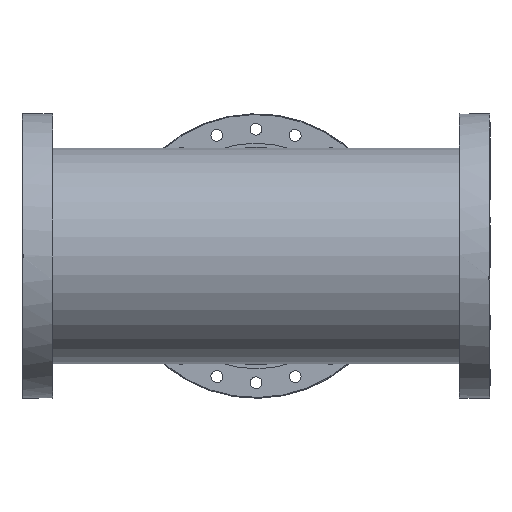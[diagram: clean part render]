
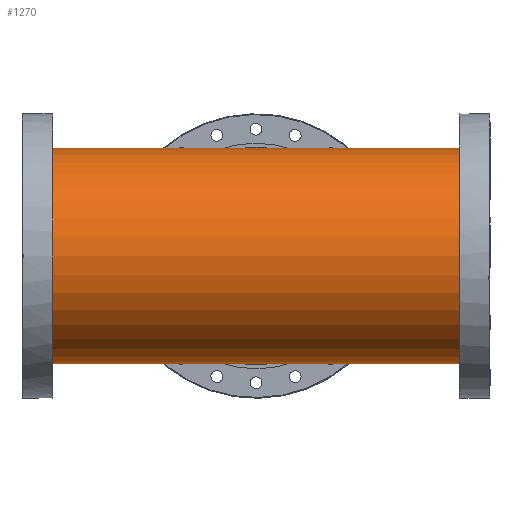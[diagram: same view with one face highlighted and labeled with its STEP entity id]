
A CAD part, front view. The second image highlights one B-rep face of the part: STEP entity #1270.
In plain terms, the highlighted cylindrical face has radius 77 mm (diameter 154 mm), a full revolution.
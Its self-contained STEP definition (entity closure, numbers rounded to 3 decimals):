
#905=CARTESIAN_POINT('',(0.0,0.0,-77.0));
#906=VERTEX_POINT('',#905);
#907=CARTESIAN_POINT('',(0.0,0.0,77.0));
#908=VERTEX_POINT('',#907);
#909=CARTESIAN_POINT('',(0.0,0.0,0.0));
#910=DIRECTION('',(0.671,0.741,0.0));
#911=DIRECTION('',(-0.741,0.671,0.0));
#912=AXIS2_PLACEMENT_3D('',#909,#910,#911);
#913=ELLIPSE('',#912,114.691,77.0);
#914=EDGE_CURVE('',#906,#908,#913,.T.);
#1157=CARTESIAN_POINT('',(0.0,0.0,0.0));
#1158=DIRECTION('',(-0.671,0.741,0.0));
#1159=DIRECTION('',(0.741,0.671,0.0));
#1160=AXIS2_PLACEMENT_3D('',#1157,#1158,#1159);
#1161=ELLIPSE('',#1160,114.691,77.0);
#1162=EDGE_CURVE('',#908,#906,#1161,.T.);
#1239=CARTESIAN_POINT('',(0.0,0.0,0.0));
#1240=DIRECTION('',(1.0,0.0,0.0));
#1241=DIRECTION('',(0.0,-1.0,0.0));
#1242=AXIS2_PLACEMENT_3D('',#1239,#1240,#1241);
#1243=CYLINDRICAL_SURFACE('',#1242,77.0);
#1244=CARTESIAN_POINT('',(157.5,77.0,0.));
#1245=VERTEX_POINT('',#1244);
#1246=CARTESIAN_POINT('',(157.5,0.0,0.0));
#1247=DIRECTION('',(-1.0,0.0,0.0));
#1248=DIRECTION('',(0.0,-1.0,0.0));
#1249=AXIS2_PLACEMENT_3D('',#1246,#1247,#1248);
#1250=CIRCLE('',#1249,77.0);
#1251=EDGE_CURVE('',#1245,#1245,#1250,.T.);
#1252=ORIENTED_EDGE('',*,*,#1251,.T.);
#1253=EDGE_LOOP('',(#1252));
#1254=FACE_OUTER_BOUND('',#1253,.T.);
#1255=ORIENTED_EDGE('',*,*,#914,.F.);
#1256=ORIENTED_EDGE('',*,*,#1162,.F.);
#1257=EDGE_LOOP('',(#1255,#1256));
#1258=FACE_BOUND('',#1257,.T.);
#1259=CARTESIAN_POINT('',(-157.5,77.0,0.));
#1260=VERTEX_POINT('',#1259);
#1261=CARTESIAN_POINT('',(-157.5,0.0,0.0));
#1262=DIRECTION('',(1.0,0.0,0.0));
#1263=DIRECTION('',(0.0,-1.0,0.0));
#1264=AXIS2_PLACEMENT_3D('',#1261,#1262,#1263);
#1265=CIRCLE('',#1264,77.0);
#1266=EDGE_CURVE('',#1260,#1260,#1265,.T.);
#1267=ORIENTED_EDGE('',*,*,#1266,.T.);
#1268=EDGE_LOOP('',(#1267));
#1269=FACE_BOUND('',#1268,.T.);
#1270=ADVANCED_FACE('',(#1254,#1258,#1269),#1243,.T.);
